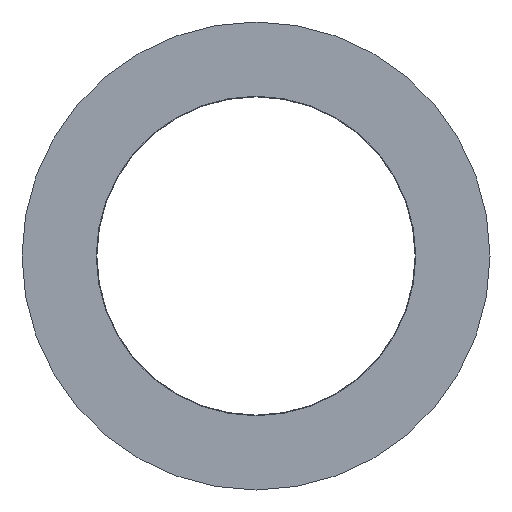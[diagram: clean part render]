
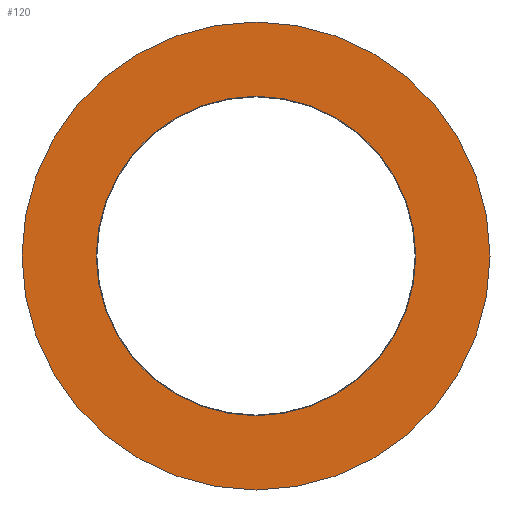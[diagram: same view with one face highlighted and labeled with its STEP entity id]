
A CAD part, front view. The second image highlights one B-rep face of the part: STEP entity #120.
In plain terms, the highlighted planar face has unit normal (0, -1, 0).
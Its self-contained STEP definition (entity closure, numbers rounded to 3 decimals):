
#30=FACE_BOUND('',#44,.T.);
#34=FACE_OUTER_BOUND('',#43,.T.);
#43=EDGE_LOOP('',(#88));
#44=EDGE_LOOP('',(#89));
#56=CIRCLE('',#153,37.5);
#57=CIRCLE('',#154,25.6);
#65=VERTEX_POINT('',#215);
#66=VERTEX_POINT('',#217);
#74=EDGE_CURVE('',#65,#65,#56,.T.);
#75=EDGE_CURVE('',#66,#66,#57,.T.);
#88=ORIENTED_EDGE('',*,*,#74,.F.);
#89=ORIENTED_EDGE('',*,*,#75,.T.);
#116=PLANE('',#152);
#120=ADVANCED_FACE('',(#34,#30),#116,.T.);
#152=AXIS2_PLACEMENT_3D('',#214,#172,#173);
#153=AXIS2_PLACEMENT_3D('',#216,#174,#175);
#154=AXIS2_PLACEMENT_3D('',#218,#176,#177);
#172=DIRECTION('center_axis',(0.,-1.,0.));
#173=DIRECTION('ref_axis',(0.,0.,-1.));
#174=DIRECTION('center_axis',(0.,1.,0.));
#175=DIRECTION('ref_axis',(1.,0.,0.));
#176=DIRECTION('center_axis',(0.,1.,0.));
#177=DIRECTION('ref_axis',(1.,0.,0.));
#214=CARTESIAN_POINT('Origin',(-37.5,0.,0.));
#215=CARTESIAN_POINT('',(37.5,0.,0.));
#216=CARTESIAN_POINT('Origin',(0.,0.,0.));
#217=CARTESIAN_POINT('',(25.6,0.,0.));
#218=CARTESIAN_POINT('Origin',(0.,0.,0.));
